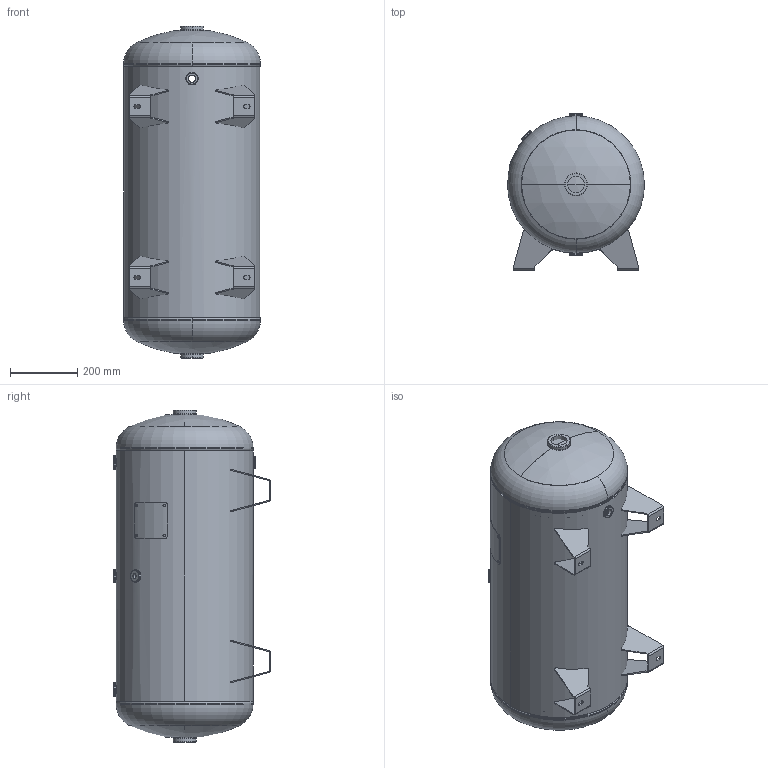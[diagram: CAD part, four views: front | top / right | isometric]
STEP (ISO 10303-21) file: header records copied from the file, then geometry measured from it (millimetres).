
FILE_DESCRIPTION (( 'STEP AP214' ), '1' );
FILE_NAME ('302469.STEP', '2024-09-24T19:30:05', ( '' ), ( '' ), 'SwSTEP 2.0', 'SolidWorks 2022', '' );
FILE_SCHEMA (( 'AUTOMOTIVE_DESIGN' ));
Length unit declared in the file: inch
Products named in the file (9): PHOENIX FLAT FLANGE_1500O-RING; PHOENIX FLAT FLANGE_0750; NP-HOR_16; HEAD_16X099JOG; A55819; PHOENIX FLAT FLANGE_0500P393; 302469; 302469-SL; PHOENIX FLAT FLANGE_0250P391
Assembly tree (15 placements, depth 2):
  302469
    302469-SL
    HEAD_16X099JOG  x2
    PHOENIX FLAT FLANGE_1500O-RING  x2
    PHOENIX FLAT FLANGE_0750  x3
    PHOENIX FLAT FLANGE_0500P393
    PHOENIX FLAT FLANGE_0250P391
    A55819  x4
    NP-HOR_16
Bounding box: 406.4 x 464.34 x 985.9 mm (x, y, z)
Volume: 4408153.5 mm3; surface area: 2979080 mm2
Topology: 15 solids, 15 shells, 400 faces, 886 edges, 532 vertices
Faces by surface type: cylinder 136, plane 126, torus 108, bspline 22, sphere 8
Entity records: 11772 total; most frequent: CARTESIAN_POINT 6913, DIRECTION 992, ORIENTED_EDGE 864, AXIS2_PLACEMENT_3D 439, EDGE_CURVE 432, VERTEX_POINT 262, CIRCLE 248, EDGE_LOOP 232
